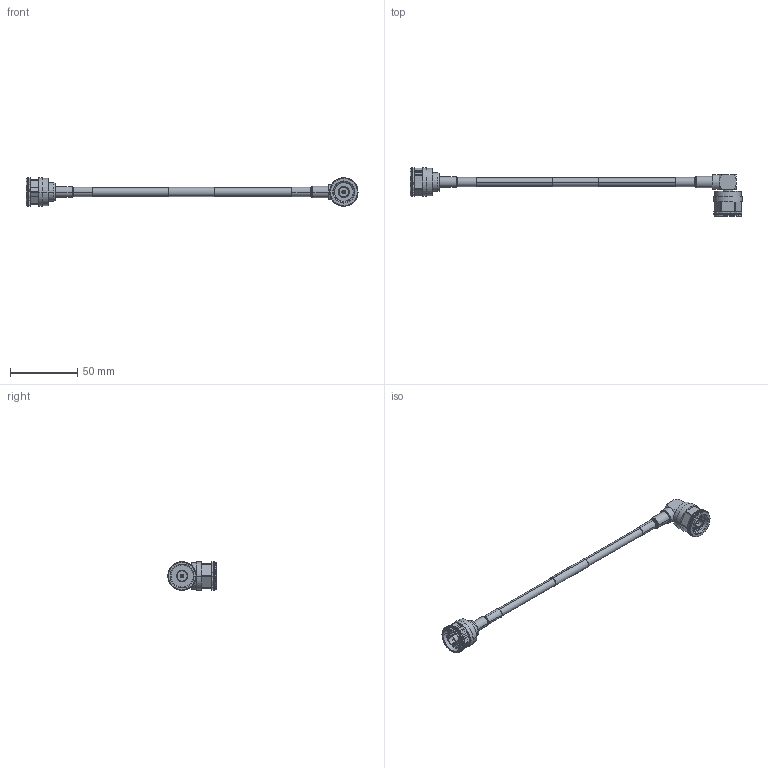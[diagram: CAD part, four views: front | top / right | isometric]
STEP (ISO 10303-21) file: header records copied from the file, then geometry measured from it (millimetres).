
FILE_DESCRIPTION (( 'STEP AP214' ), '1' );
FILE_NAME ('FMCA100240_3D.step', '2025-02-11T17:13:09', ( '' ), ( '' ), 'SwSTEP 2.0', 'SolidWorks 2022', '' );
FILE_SCHEMA (( 'AUTOMOTIVE_DESIGN' ));
Length unit declared in the file: inch
Products named in the file (5): FMCA100240_3D; PE44525^FMCA100240_with HS; CABLE ASSY ID LBL^FMCA100240; PE44521^FMCA100240_with HS; LMR-240-UF^FMCA100240
Assembly tree (4 placements, depth 2):
  FMCA100240_3D
    LMR-240-UF^FMCA100240
    CABLE ASSY ID LBL^FMCA100240
    PE44521^FMCA100240_with HS
    PE44525^FMCA100240_with HS
Bounding box: 247.01 x 35.81 x 21.08 mm (x, y, z)
Volume: 16453.9 mm3; surface area: 16985.6 mm2
Topology: 10 solids, 10 shells, 1261 faces, 3578 edges, 2356 vertices
Faces by surface type: plane 754, cylinder 423, cone 63, torus 18, bspline 3
Entity records: 48824 total; most frequent: CARTESIAN_POINT 10315, ORIENTED_EDGE 7156, DIRECTION 6344, EDGE_CURVE 3578, VERTEX_POINT 2356, AXIS2_PLACEMENT_3D 2210, VECTOR 1924, LINE 1924
